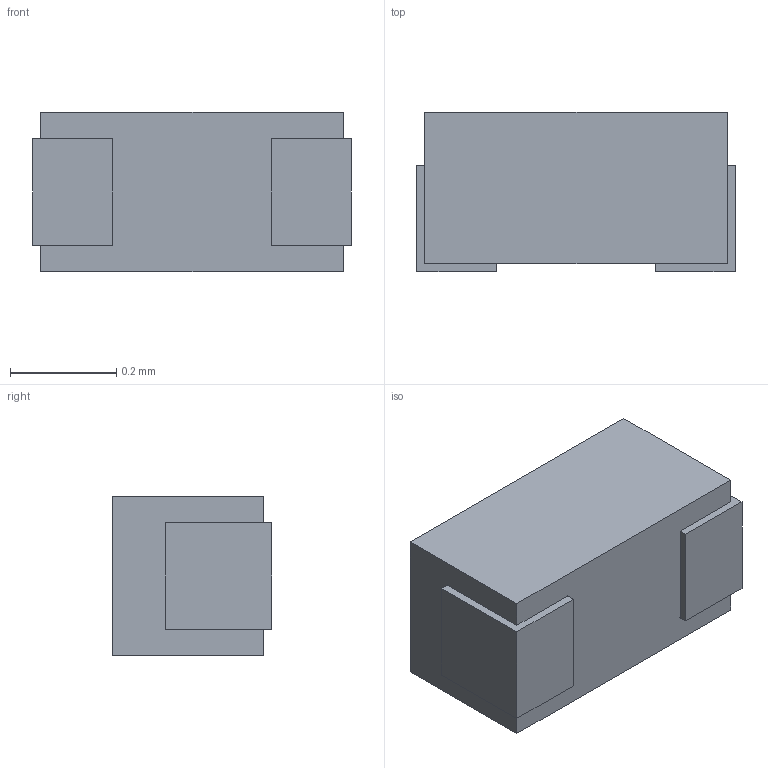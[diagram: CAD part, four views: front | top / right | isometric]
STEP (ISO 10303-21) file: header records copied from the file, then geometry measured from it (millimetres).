
FILE_DESCRIPTION (( 'STEP AP214' ), '1' );
FILE_NAME ('User Library-L0201_LQP03-Series.STEP', '2020-08-02T11:33:54', ( '' ), ( '' ), 'SwSTEP 2.0', 'SolidWorks 2020', '' );
FILE_SCHEMA (( 'AUTOMOTIVE_DESIGN' ));
Length unit declared in the file: millimetre
Products named in the file (1): User Library-L0201_LQP03-Series
Bounding box: 0.6 x 0.3 x 0.3 mm (x, y, z)
Volume: 0.1 mm3; surface area: 1.3 mm2
Topology: 3 solids, 3 shells, 26 faces, 60 edges, 40 vertices
Faces by surface type: plane 26
Entity records: 1062 total; most frequent: CARTESIAN_POINT 127, ORIENTED_EDGE 120, DIRECTION 114, VECTOR 60, LINE 60, EDGE_CURVE 60, VERTEX_POINT 40, UNCERTAINTY_MEASURE_WITH_UNIT 31
